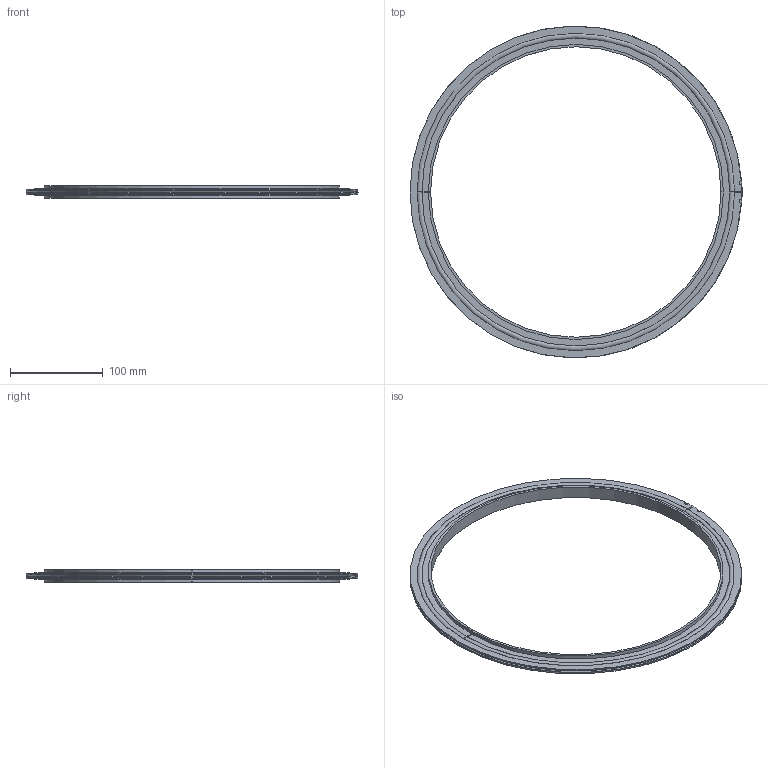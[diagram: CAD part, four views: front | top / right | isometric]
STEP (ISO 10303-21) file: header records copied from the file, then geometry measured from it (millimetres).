
FILE_DESCRIPTION (( 'STEP AP214' ), '1' );
FILE_NAME ('312ZRA320.stp', '2017-04-20T11:21:22', ( '' ), ( '' ), 'SwSTEP 2.0', 'SolidWorks 2015', '' );
FILE_SCHEMA (( 'AUTOMOTIVE_DESIGN' ));
Length unit declared in the file: millimetre
Products named in the file (1): 312ZRA320
Bounding box: 357.77 x 357.4 x 14 mm (x, y, z)
Volume: 150849.1 mm3; surface area: 103370.5 mm2
Topology: 4 solids, 4 shells, 55 faces, 140 edges, 91 vertices
Faces by surface type: torus 23, plane 18, cylinder 14
Entity records: 2566 total; most frequent: CARTESIAN_POINT 526, DIRECTION 309, ORIENTED_EDGE 280, EDGE_CURVE 140, AXIS2_PLACEMENT_3D 135, VERTEX_POINT 91, CIRCLE 79, UNCERTAINTY_MEASURE_WITH_UNIT 61
